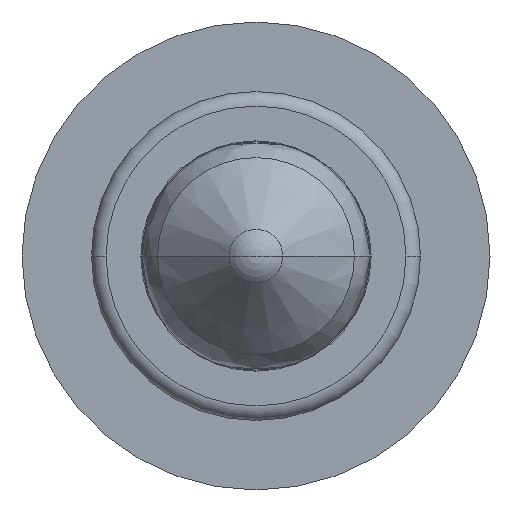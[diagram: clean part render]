
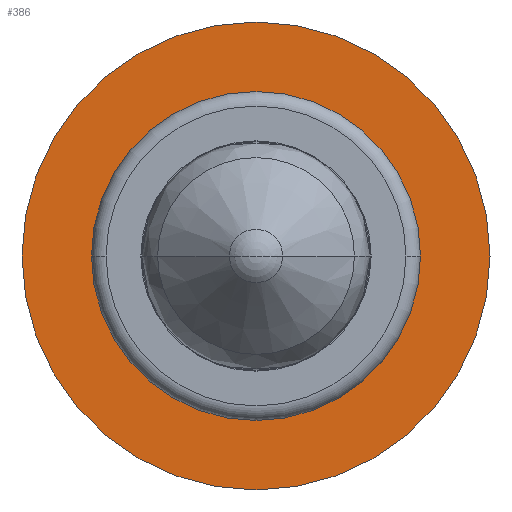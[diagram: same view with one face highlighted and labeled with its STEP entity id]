
A CAD part, left-side view. The second image highlights one B-rep face of the part: STEP entity #386.
In plain terms, the highlighted planar face has unit normal (-1, 0, 0).
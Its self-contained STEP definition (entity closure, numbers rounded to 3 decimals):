
#29=CARTESIAN_POINT('',(22.85,0.,0.));
#30=DIRECTION('',(1.,0.,0.));
#31=DIRECTION('',(0.,0.,1.));
#32=AXIS2_PLACEMENT_3D('',#29,#30,#31);
#34=CARTESIAN_POINT('',(22.85,0.,0.));
#35=DIRECTION('',(1.,0.,0.));
#36=DIRECTION('',(0.,0.,-1.));
#37=AXIS2_PLACEMENT_3D('',#34,#35,#36);
#39=CARTESIAN_POINT('',(22.85,0.,0.));
#40=DIRECTION('',(-1.,0.,0.));
#41=DIRECTION('',(0.,-1.,0.));
#42=AXIS2_PLACEMENT_3D('',#39,#40,#41);
#44=CARTESIAN_POINT('',(22.85,0.,0.));
#45=DIRECTION('',(-1.,0.,0.));
#46=DIRECTION('',(0.,1.,0.));
#47=AXIS2_PLACEMENT_3D('',#44,#45,#46);
#301=CARTESIAN_POINT('',(22.85,0.,6.4));
#302=VERTEX_POINT('',#301);
#303=CARTESIAN_POINT('',(22.85,0.,-6.4));
#304=VERTEX_POINT('',#303);
#321=CARTESIAN_POINT('',(22.85,-4.5,0.));
#322=CARTESIAN_POINT('',(22.85,4.5,0.));
#323=VERTEX_POINT('',#321);
#324=VERTEX_POINT('',#322);
#371=CARTESIAN_POINT('',(22.85,0.,0.));
#372=DIRECTION('',(1.,0.,0.));
#373=DIRECTION('',(0.,-1.,0.));
#374=AXIS2_PLACEMENT_3D('',#371,#372,#373);
#375=PLANE('',#374);
#376=ORIENTED_EDGE('',*,*,#334,.T.);
#377=ORIENTED_EDGE('',*,*,#365,.T.);
#378=EDGE_LOOP('',(#376,#377));
#379=FACE_OUTER_BOUND('',#378,.F.);
#381=ORIENTED_EDGE('',*,*,#380,.T.);
#383=ORIENTED_EDGE('',*,*,#382,.T.);
#384=EDGE_LOOP('',(#381,#383));
#385=FACE_BOUND('',#384,.F.);
#33=CIRCLE('',#32,6.4);
#38=CIRCLE('',#37,6.4);
#43=CIRCLE('',#42,4.5);
#48=CIRCLE('',#47,4.5);
#334=EDGE_CURVE('',#302,#304,#33,.T.);
#365=EDGE_CURVE('',#304,#302,#38,.T.);
#380=EDGE_CURVE('',#323,#324,#43,.T.);
#382=EDGE_CURVE('',#324,#323,#48,.T.);
#386=ADVANCED_FACE('',(#379,#385),#375,.F.);
